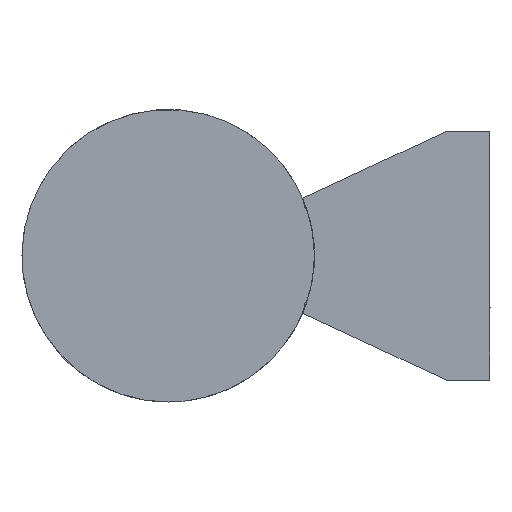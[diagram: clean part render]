
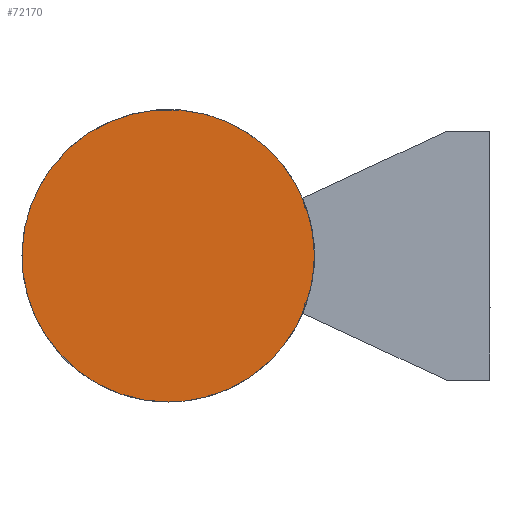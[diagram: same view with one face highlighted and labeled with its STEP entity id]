
A CAD part, left-side view. The second image highlights one B-rep face of the part: STEP entity #72170.
In plain terms, the highlighted free-form (B-spline) face has degree [1, 1] with [2, 2] control points.
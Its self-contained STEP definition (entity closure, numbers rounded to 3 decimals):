
#71520 = CARTESIAN_POINT ('', (0., 22., -10.));
#71530 = VERTEX_POINT ('', #71520);
#71540 = CARTESIAN_POINT ('', (0., 22., -10.));
#71550 = CARTESIAN_POINT ('', (0., 42., -10.));
#71560 = CARTESIAN_POINT ('', (0., 42., 10.));
#71570 = CARTESIAN_POINT ('', (0., 22., 10.));
#71580 = CARTESIAN_POINT ('', (0., 2., 10.));
#71590 = CARTESIAN_POINT ('', (0., 2., -10.));
#71600 = CARTESIAN_POINT ('', (0., 22., -10.));
#71610 = (
   BOUNDED_CURVE ()
   B_SPLINE_CURVE (3, (#71540, #71550, #71560, #71570, #71580, #71590, #71600), .UNSPECIFIED., .T., .U.)
   B_SPLINE_CURVE_WITH_KNOTS ((4, 3, 4), (0., 0.5, 1.), .UNSPECIFIED.)
   CURVE ()
   GEOMETRIC_REPRESENTATION_ITEM ()
   RATIONAL_B_SPLINE_CURVE ((1., 0.333, 0.333, 1., 0.333, 0.333, 1.))
   REPRESENTATION_ITEM ('')
);
#71620 = EDGE_CURVE ('', #71530, #71530, #71610, .T.);
#72090 = ORIENTED_EDGE ('', *, *, #71620, .F.);
#72100 = EDGE_LOOP ('', (#72090));
#72110 = FACE_OUTER_BOUND ('', #72100, .T.);
#72120 = CARTESIAN_POINT ('', (0., 32.12, -10.12));
#72130 = CARTESIAN_POINT ('', (0., 32.12, 10.12));
#72140 = CARTESIAN_POINT ('', (0., 11.88, -10.12));
#72150 = CARTESIAN_POINT ('', (0., 11.88, 10.12));
#72160 = B_SPLINE_SURFACE_WITH_KNOTS ('', 1, 1, ((#72120, #72130), (#72140, #72150)), .UNSPECIFIED., .F., .F., .U., (2, 2), (2, 2), (0., 1.), (0., 1.), .UNSPECIFIED.);
#72170 = ADVANCED_FACE ('', (#72110), #72160, .T.);
